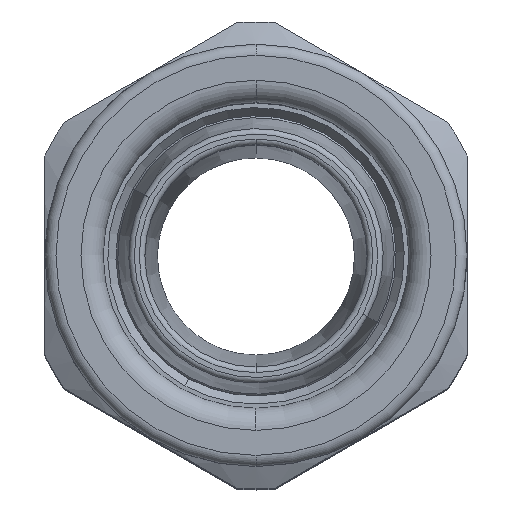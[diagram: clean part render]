
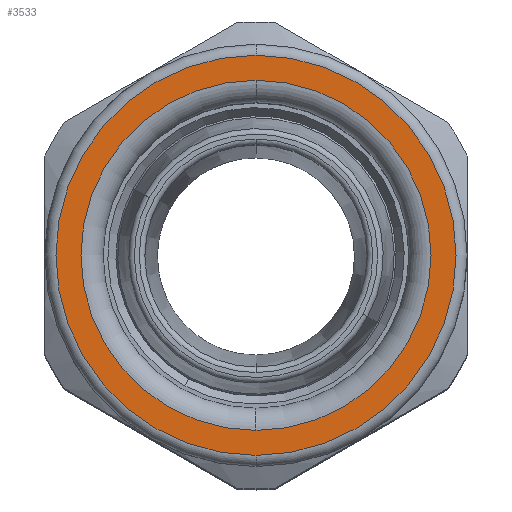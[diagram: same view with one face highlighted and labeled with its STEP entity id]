
A CAD part, top view. The second image highlights one B-rep face of the part: STEP entity #3533.
In plain terms, the highlighted planar face has unit normal (0, 0, 1).
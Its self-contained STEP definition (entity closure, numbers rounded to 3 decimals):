
#3421=AXIS2_PLACEMENT_3D('Circle Axis2P3D',#3419,#3420,$) ;
#3445=AXIS2_PLACEMENT_3D('Circle Axis2P3D',#3443,#3444,$) ;
#3509=AXIS2_PLACEMENT_3D('Plane Axis2P3D',#3506,#3507,#3508) ;
#3513=AXIS2_PLACEMENT_3D('Circle Axis2P3D',#3511,#3512,$) ;
#3522=AXIS2_PLACEMENT_3D('Circle Axis2P3D',#3520,#3521,$) ;
#3416=CARTESIAN_POINT('Vertex',(19.,36.75,84.4)) ;
#3419=CARTESIAN_POINT('Axis2P3D Location',(19.,21.,84.4)) ;
#3423=CARTESIAN_POINT('Vertex',(19.,5.25,84.4)) ;
#3443=CARTESIAN_POINT('Axis2P3D Location',(19.,21.,84.4)) ;
#3506=CARTESIAN_POINT('Axis2P3D Location',(19.,21.,84.4)) ;
#3511=CARTESIAN_POINT('Axis2P3D Location',(19.,21.,84.4)) ;
#3515=CARTESIAN_POINT('Vertex',(19.,3.,84.4)) ;
#3517=CARTESIAN_POINT('Vertex',(19.,39.,84.4)) ;
#3520=CARTESIAN_POINT('Axis2P3D Location',(19.,21.,84.4)) ;
#3420=DIRECTION('Axis2P3D Direction',(0.,0.,1.)) ;
#3444=DIRECTION('Axis2P3D Direction',(0.,0.,1.)) ;
#3507=DIRECTION('Axis2P3D Direction',(0.,0.,1.)) ;
#3508=DIRECTION('Axis2P3D XDirection',(0.,1.,0.)) ;
#3512=DIRECTION('Axis2P3D Direction',(0.,0.,1.)) ;
#3521=DIRECTION('Axis2P3D Direction',(0.,0.,1.)) ;
#3526=ORIENTED_EDGE('',*,*,#3519,.T.) ;
#3527=ORIENTED_EDGE('',*,*,#3524,.T.) ;
#3530=ORIENTED_EDGE('',*,*,#3447,.F.) ;
#3531=ORIENTED_EDGE('',*,*,#3425,.F.) ;
#3532=FACE_BOUND('',#3529,.T.) ;
#3533=ADVANCED_FACE('PartBody',(#3528,#3532),#3510,.T.) ;
#3422=CIRCLE('generated circle',#3421,15.75) ;
#3446=CIRCLE('generated circle',#3445,15.75) ;
#3514=CIRCLE('generated circle',#3513,18.) ;
#3523=CIRCLE('generated circle',#3522,18.) ;
#3425=EDGE_CURVE('',#3417,#3424,#3422,.T.) ;
#3447=EDGE_CURVE('',#3424,#3417,#3446,.T.) ;
#3519=EDGE_CURVE('',#3516,#3518,#3514,.T.) ;
#3524=EDGE_CURVE('',#3518,#3516,#3523,.T.) ;
#3525=EDGE_LOOP('',(#3526,#3527)) ;
#3529=EDGE_LOOP('',(#3530,#3531)) ;
#3528=FACE_OUTER_BOUND('',#3525,.T.) ;
#3510=PLANE('',#3509) ;
#3417=VERTEX_POINT('',#3416) ;
#3424=VERTEX_POINT('',#3423) ;
#3516=VERTEX_POINT('',#3515) ;
#3518=VERTEX_POINT('',#3517) ;
